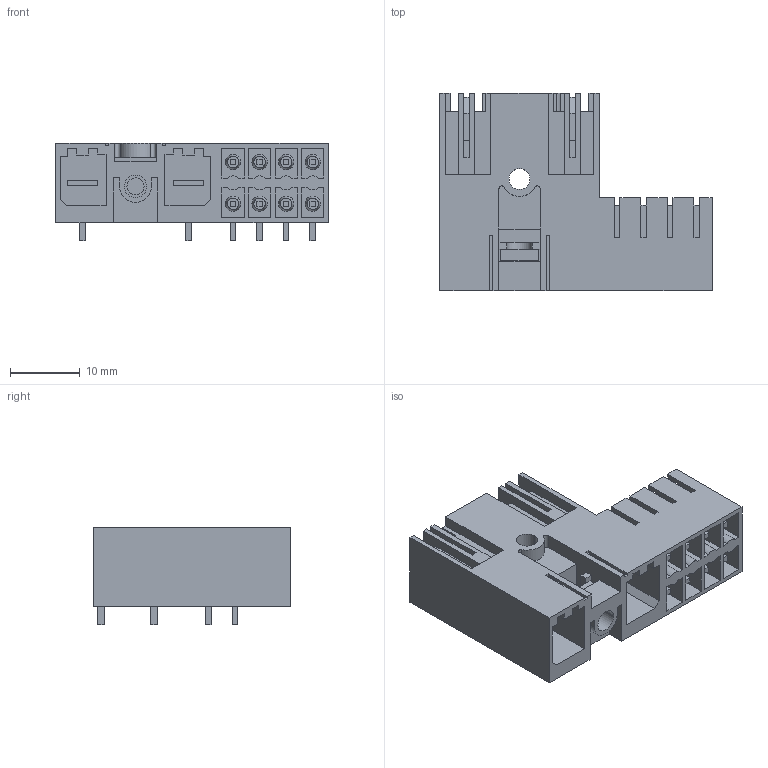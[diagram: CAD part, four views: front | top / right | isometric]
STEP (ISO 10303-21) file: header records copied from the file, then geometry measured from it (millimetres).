
FILE_DESCRIPTION(('CATIA V5 STEP','CAx-IF Rec.Pracs.--- Model Styling and Organization---1.4--- 2014-01-23'),'2;1');
FILE_NAME ('333493-1_1', '2023-09-25T08:21:52+00:00', ('none'), ('Weidmueller'), 'CATIA Version 5-6 Release 2016 SP3 HF44', 'CATIA V5 STEP AP214', 'none');
FILE_SCHEMA(('AUTOMOTIVE_DESIGN { 1 0 10303 214 1 1 1 1 }'));
Length unit declared in the file: millimetre
Products named in the file (1): 2529910000
Bounding box: 39.07 x 28.3 x 14 mm (x, y, z)
Volume: 5605.5 mm3; surface area: 8312.1 mm2
Topology: 12 solids, 12 shells, 635 faces, 1891 edges, 1294 vertices
Faces by surface type: plane 590, cylinder 29, cone 16
Entity records: 19793 total; most frequent: ORIENTED_EDGE 3782, CARTESIAN_POINT 3683, DIRECTION 2596, EDGE_CURVE 1891, VECTOR 1798, LINE 1798, VERTEX_POINT 1294, EDGE_LOOP 675
